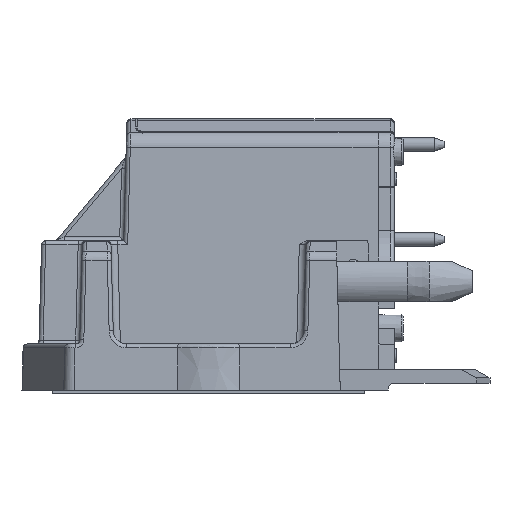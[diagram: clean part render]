
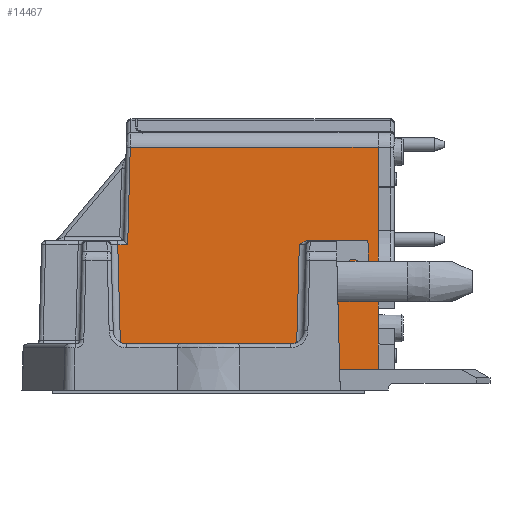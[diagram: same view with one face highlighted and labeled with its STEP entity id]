
A CAD part, left-side view. The second image highlights one B-rep face of the part: STEP entity #14467.
In plain terms, the highlighted planar face has unit normal (-1, 0, 0.026).
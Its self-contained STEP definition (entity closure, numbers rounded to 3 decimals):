
#176=B_SPLINE_CURVE_WITH_KNOTS('',3,(#21080,#21081,#21082,#21083),
 .UNSPECIFIED.,.F.,.F.,(4,4),(0.,0.001),.UNSPECIFIED.);
#530=ELLIPSE('',#15542,0.3,0.3);
#802=LINE('',#20855,#2097);
#809=LINE('',#20870,#2104);
#818=LINE('',#20887,#2113);
#878=LINE('',#21068,#2173);
#879=LINE('',#21070,#2174);
#880=LINE('',#21072,#2175);
#881=LINE('',#21074,#2176);
#882=LINE('',#21076,#2177);
#883=LINE('',#21078,#2178);
#884=LINE('',#21085,#2179);
#885=LINE('',#21089,#2180);
#886=LINE('',#21090,#2181);
#2097=VECTOR('',#16921,1000.);
#2104=VECTOR('',#16930,1000.);
#2113=VECTOR('',#16941,1000.);
#2173=VECTOR('',#17047,1000.);
#2174=VECTOR('',#17048,1000.);
#2175=VECTOR('',#17049,1000.);
#2176=VECTOR('',#17050,1000.);
#2177=VECTOR('',#17051,1000.);
#2178=VECTOR('',#17052,1000.);
#2179=VECTOR('',#17053,1000.);
#2180=VECTOR('',#17056,1000.);
#2181=VECTOR('',#17057,1000.);
#3905=ORIENTED_EDGE('',*,*,#8236,.T.);
#3906=ORIENTED_EDGE('',*,*,#8237,.T.);
#3907=ORIENTED_EDGE('',*,*,#8238,.T.);
#3908=ORIENTED_EDGE('',*,*,#8239,.T.);
#3909=ORIENTED_EDGE('',*,*,#8240,.T.);
#3910=ORIENTED_EDGE('',*,*,#8241,.T.);
#3911=ORIENTED_EDGE('',*,*,#8242,.T.);
#3912=ORIENTED_EDGE('',*,*,#8243,.T.);
#3913=ORIENTED_EDGE('',*,*,#8244,.T.);
#3914=ORIENTED_EDGE('',*,*,#8245,.T.);
#3915=ORIENTED_EDGE('',*,*,#8162,.T.);
#3916=ORIENTED_EDGE('',*,*,#8146,.F.);
#3917=ORIENTED_EDGE('',*,*,#8246,.F.);
#3918=ORIENTED_EDGE('',*,*,#8153,.F.);
#8146=EDGE_CURVE('',#10315,#10317,#802,.T.);
#8153=EDGE_CURVE('',#10323,#10320,#809,.T.);
#8162=EDGE_CURVE('',#10331,#10317,#818,.T.);
#8236=EDGE_CURVE('',#10323,#10399,#878,.T.);
#8237=EDGE_CURVE('',#10399,#10400,#879,.F.);
#8238=EDGE_CURVE('',#10400,#10401,#880,.F.);
#8239=EDGE_CURVE('',#10401,#10402,#881,.F.);
#8240=EDGE_CURVE('',#10402,#10403,#882,.T.);
#8241=EDGE_CURVE('',#10403,#10404,#883,.T.);
#8242=EDGE_CURVE('',#10404,#10405,#176,.F.);
#8243=EDGE_CURVE('',#10405,#10406,#884,.F.);
#8244=EDGE_CURVE('',#10406,#10407,#530,.F.);
#8245=EDGE_CURVE('',#10407,#10331,#885,.T.);
#8246=EDGE_CURVE('',#10320,#10315,#886,.F.);
#10315=VERTEX_POINT('',#20853);
#10317=VERTEX_POINT('',#20856);
#10320=VERTEX_POINT('',#20863);
#10323=VERTEX_POINT('',#20869);
#10331=VERTEX_POINT('',#20888);
#10399=VERTEX_POINT('',#21069);
#10400=VERTEX_POINT('',#21071);
#10401=VERTEX_POINT('',#21073);
#10402=VERTEX_POINT('',#21075);
#10403=VERTEX_POINT('',#21077);
#10404=VERTEX_POINT('',#21079);
#10405=VERTEX_POINT('',#21084);
#10406=VERTEX_POINT('',#21086);
#10407=VERTEX_POINT('',#21088);
#12009=EDGE_LOOP('',(#3905,#3906,#3907,#3908,#3909,#3910,#3911,#3912,#3913,
#3914,#3915,#3916,#3917,#3918));
#13017=FACE_BOUND('',#12009,.T.);
#14013=PLANE('',#15541);
#14467=ADVANCED_FACE('',(#13017),#14013,.T.);
#15541=AXIS2_PLACEMENT_3D('',#21067,#17045,#17046);
#15542=AXIS2_PLACEMENT_3D('',#21087,#17054,#17055);
#16921=DIRECTION('',(-0.026,0.,-1.));
#16930=DIRECTION('',(-0.026,0.,-1.));
#16941=DIRECTION('',(0.,-1.,0.));
#17045=DIRECTION('',(-1.,0.,0.026));
#17046=DIRECTION('',(0.026,0.,1.));
#17047=DIRECTION('',(0.,1.,0.));
#17048=DIRECTION('',(0.026,-0.026,0.999));
#17049=DIRECTION('',(0.,-1.,0.));
#17050=DIRECTION('',(0.026,0.026,0.999));
#17051=DIRECTION('',(0.,-1.,0.));
#17052=DIRECTION('',(0.026,-0.026,0.999));
#17053=DIRECTION('',(0.,1.,0.));
#17054=DIRECTION('',(-1.,0.,0.026));
#17055=DIRECTION('',(0.026,0.,1.));
#17056=DIRECTION('',(-0.026,-0.026,-0.999));
#17057=DIRECTION('',(0.026,0.,1.));
#20853=CARTESIAN_POINT('',(-30.5,-12.5,3.4));
#20855=CARTESIAN_POINT('',(-30.327,-12.5,9.998));
#20856=CARTESIAN_POINT('',(-30.55,-12.5,1.5));
#20863=CARTESIAN_POINT('',(-30.196,-12.5,15.01));
#20869=CARTESIAN_POINT('',(-30.12,-12.5,17.898));
#20870=CARTESIAN_POINT('',(-30.327,-12.5,9.998));
#20887=CARTESIAN_POINT('',(-30.55,79.285,1.5));
#20888=CARTESIAN_POINT('',(-30.55,-9.67,1.5));
#21067=CARTESIAN_POINT('',(-30.5,0.,3.4));
#21068=CARTESIAN_POINT('',(-30.12,0.,17.898));
#21069=CARTESIAN_POINT('',(-30.12,5.769,17.898));
#21070=CARTESIAN_POINT('',(-30.496,6.145,3.561));
#21071=CARTESIAN_POINT('',(-30.309,5.958,10.708));
#21072=CARTESIAN_POINT('',(-30.309,6.699,10.708));
#21073=CARTESIAN_POINT('',(-30.309,6.692,10.708));
#21074=CARTESIAN_POINT('',(-30.5,6.501,3.413));
#21075=CARTESIAN_POINT('',(-30.5,6.5,3.4));
#21076=CARTESIAN_POINT('',(-30.5,0.,3.4));
#21077=CARTESIAN_POINT('',(-30.5,-6.5,3.4));
#21078=CARTESIAN_POINT('',(-30.301,-6.7,11.013));
#21079=CARTESIAN_POINT('',(-30.309,-6.692,10.708));
#21080=CARTESIAN_POINT('',(-30.301,-7.31,11.));
#21081=CARTESIAN_POINT('',(-30.301,-7.075,11.));
#21082=CARTESIAN_POINT('',(-30.305,-6.875,10.85));
#21083=CARTESIAN_POINT('',(-30.309,-6.692,10.708));
#21084=CARTESIAN_POINT('',(-30.301,-7.31,11.));
#21085=CARTESIAN_POINT('',(-30.301,0.,11.));
#21086=CARTESIAN_POINT('',(-30.301,-9.129,11.));
#21087=CARTESIAN_POINT('',(-30.309,-9.129,10.7));
#21088=CARTESIAN_POINT('',(-30.309,-9.429,10.708));
#21089=CARTESIAN_POINT('',(-30.385,-9.506,7.775));
#21090=CARTESIAN_POINT('',(-30.301,-12.5,10.995));
